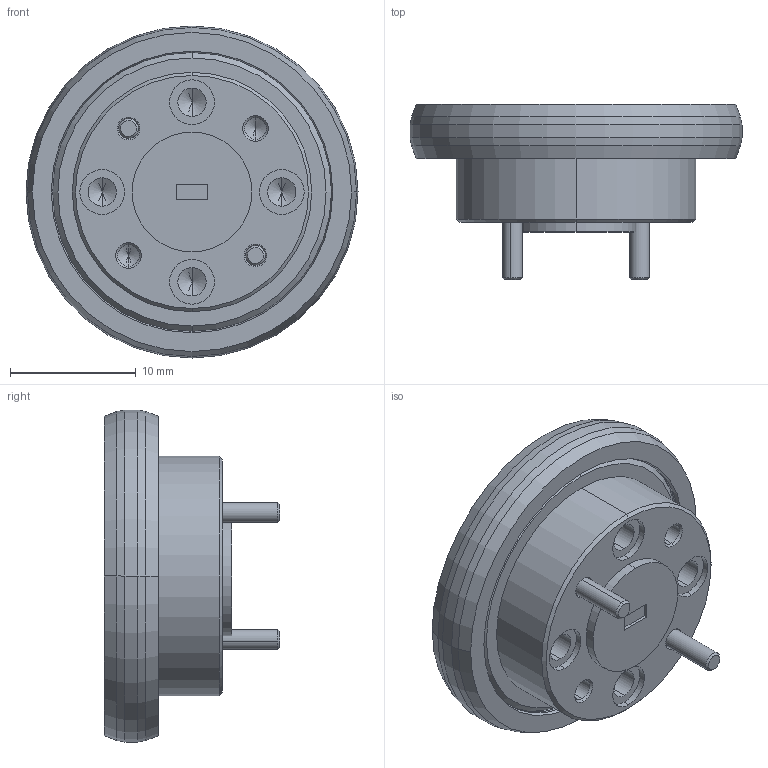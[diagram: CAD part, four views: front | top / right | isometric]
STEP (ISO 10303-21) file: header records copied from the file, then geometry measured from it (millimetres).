
FILE_DESCRIPTION (( 'STEP AP203' ), '1' );
FILE_NAME ('SAO-9031040060-10-S1.STEP', '2019-06-27T22:18:49', ( '' ), ( '' ), 'SwSTEP 2.0', 'SolidWorks 2016', '' );
FILE_SCHEMA (( 'CONFIG_CONTROL_DESIGN' ));
Length unit declared in the file: inch
Products named in the file (1): SAO-9031040060-10-S1
Bounding box: 26.42 x 13.97 x 26.42 mm (x, y, z)
Volume: 3549.5 mm3; surface area: 3834.5 mm2
Topology: 5 solids, 5 shells, 129 faces, 274 edges, 157 vertices
Faces by surface type: cone 54, cylinder 46, plane 29
Entity records: 3425 total; most frequent: DIRECTION 632, CARTESIAN_POINT 591, ORIENTED_EDGE 512, AXIS2_PLACEMENT_3D 258, EDGE_CURVE 256, VERTEX_POINT 157, EDGE_LOOP 149, ADVANCED_FACE 129
